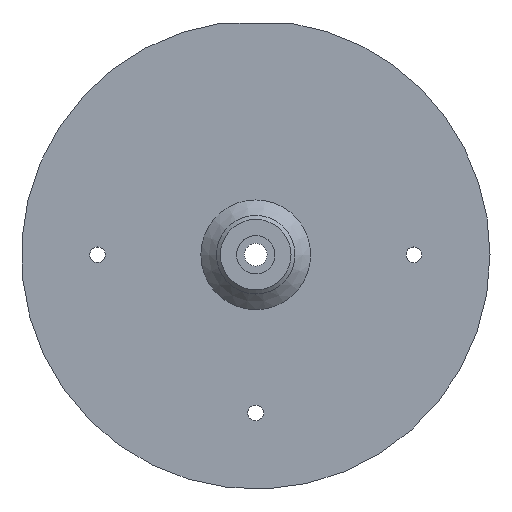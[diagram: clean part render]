
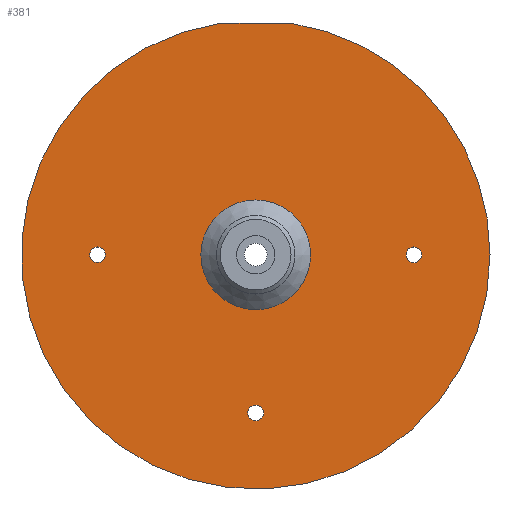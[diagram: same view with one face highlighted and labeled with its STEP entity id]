
A CAD part, top view. The second image highlights one B-rep face of the part: STEP entity #381.
In plain terms, the highlighted planar face has unit normal (0, 0, 1).
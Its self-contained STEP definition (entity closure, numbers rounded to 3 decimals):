
#26=FACE_BOUND('',#107,.T.);
#27=FACE_BOUND('',#108,.T.);
#28=FACE_BOUND('',#109,.T.);
#29=FACE_BOUND('',#110,.T.);
#37=PLANE('',#447);
#71=FACE_OUTER_BOUND('',#106,.T.);
#106=EDGE_LOOP('',(#333,#334,#335));
#107=EDGE_LOOP('',(#336));
#108=EDGE_LOOP('',(#337));
#109=EDGE_LOOP('',(#338));
#110=EDGE_LOOP('',(#339));
#131=LINE('',#679,#148);
#148=VECTOR('',#569,10.);
#168=CIRCLE('',#433,1.);
#169=CIRCLE('',#435,1.);
#170=CIRCLE('',#437,1.);
#175=CIRCLE('',#446,7.);
#176=CIRCLE('',#448,29.873);
#177=CIRCLE('',#449,29.873);
#198=VERTEX_POINT('',#648);
#199=VERTEX_POINT('',#652);
#200=VERTEX_POINT('',#656);
#205=VERTEX_POINT('',#673);
#206=VERTEX_POINT('',#677);
#207=VERTEX_POINT('',#678);
#208=VERTEX_POINT('',#680);
#238=EDGE_CURVE('',#198,#198,#168,.T.);
#240=EDGE_CURVE('',#199,#199,#169,.T.);
#242=EDGE_CURVE('',#200,#200,#170,.T.);
#250=EDGE_CURVE('',#205,#205,#175,.T.);
#251=EDGE_CURVE('',#206,#207,#131,.T.);
#252=EDGE_CURVE('',#207,#208,#176,.T.);
#253=EDGE_CURVE('',#208,#206,#177,.T.);
#333=ORIENTED_EDGE('',*,*,#251,.T.);
#334=ORIENTED_EDGE('',*,*,#252,.T.);
#335=ORIENTED_EDGE('',*,*,#253,.T.);
#336=ORIENTED_EDGE('',*,*,#238,.T.);
#337=ORIENTED_EDGE('',*,*,#240,.T.);
#338=ORIENTED_EDGE('',*,*,#242,.T.);
#339=ORIENTED_EDGE('',*,*,#250,.F.);
#381=ADVANCED_FACE('',(#71,#26,#27,#28,#29),#37,.T.);
#433=AXIS2_PLACEMENT_3D('',#650,#534,#535);
#435=AXIS2_PLACEMENT_3D('',#654,#539,#540);
#437=AXIS2_PLACEMENT_3D('',#658,#544,#545);
#446=AXIS2_PLACEMENT_3D('',#675,#565,#566);
#447=AXIS2_PLACEMENT_3D('',#676,#567,#568);
#448=AXIS2_PLACEMENT_3D('',#681,#570,#571);
#449=AXIS2_PLACEMENT_3D('',#682,#572,#573);
#534=DIRECTION('center_axis',(0.,0.,
-1.));
#535=DIRECTION('ref_axis',(1.,0.,0.));
#539=DIRECTION('center_axis',(0.,0.,
-1.));
#540=DIRECTION('ref_axis',(0.,-1.,0.));
#544=DIRECTION('center_axis',(0.,0.,
-1.));
#545=DIRECTION('ref_axis',(0.,-1.,0.));
#565=DIRECTION('center_axis',(0.,0.,
1.));
#566=DIRECTION('ref_axis',(-1.,0.,0.));
#567=DIRECTION('center_axis',(0.,0.,
1.));
#568=DIRECTION('ref_axis',(-1.,0.,0.));
#569=DIRECTION('',(-1.,0.,0.));
#570=DIRECTION('center_axis',(0.,0.,
1.));
#571=DIRECTION('ref_axis',(-1.,0.,0.));
#572=DIRECTION('center_axis',(0.,0.,
1.));
#573=DIRECTION('ref_axis',(-1.,0.,0.));
#648=CARTESIAN_POINT('',(19.164,3.,-44.));
#650=CARTESIAN_POINT('Origin',(20.164,3.,-44.));
#652=CARTESIAN_POINT('',(0.,-16.164,-44.));
#654=CARTESIAN_POINT('Origin',(0.,-17.164,-44.));
#656=CARTESIAN_POINT('',(-20.164,4.,-44.));
#658=CARTESIAN_POINT('Origin',(-20.164,3.,-44.));
#673=CARTESIAN_POINT('',(7.,3.,-44.));
#675=CARTESIAN_POINT('Origin',(0.,3.,-44.));
#676=CARTESIAN_POINT('Origin',(0.,3.,-44.));
#677=CARTESIAN_POINT('',(4.461,32.538,-44.));
#678=CARTESIAN_POINT('',(-4.461,32.538,-44.));
#679=CARTESIAN_POINT('',(0.,32.538,-44.));
#680=CARTESIAN_POINT('',(29.873,3.,-44.));
#681=CARTESIAN_POINT('Origin',(0.,3.,-44.));
#682=CARTESIAN_POINT('Origin',(0.,3.,-44.));
